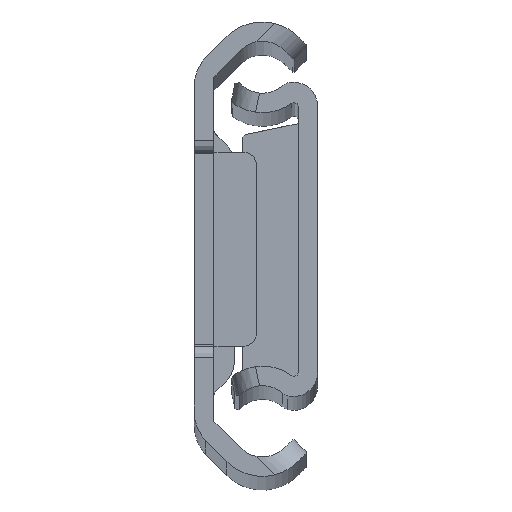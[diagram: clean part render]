
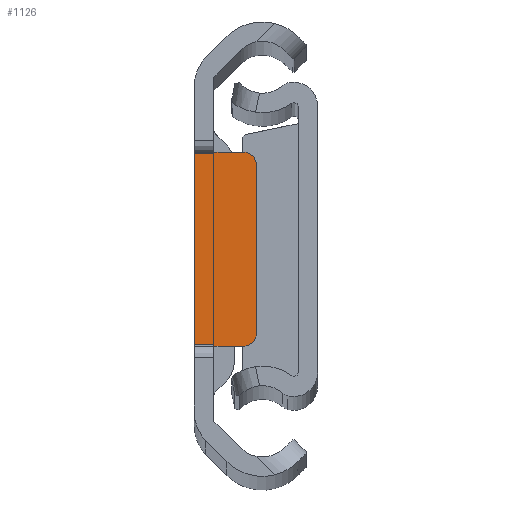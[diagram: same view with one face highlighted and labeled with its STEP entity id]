
A CAD part, top view. The second image highlights one B-rep face of the part: STEP entity #1126.
In plain terms, the highlighted planar face has unit normal (0, 0, 1).
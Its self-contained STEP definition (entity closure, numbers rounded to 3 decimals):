
#133 = ORIENTED_EDGE ( 'NONE', *, *, #4370, .T. ) ;
#145 = CARTESIAN_POINT ( 'NONE',  ( 3.3, 6.5, -2.2 ) ) ;
#266 = LINE ( 'NONE', #2021, #1101 ) ;
#421 = DIRECTION ( 'NONE',  ( 0., 1., 0. ) ) ;
#438 = EDGE_CURVE ( 'NONE', #1917, #2231, #2024, .T. ) ;
#500 = ORIENTED_EDGE ( 'NONE', *, *, #4419, .T. ) ;
#696 = CARTESIAN_POINT ( 'NONE',  ( 2.3, -6.5, -2.2 ) ) ;
#725 = DIRECTION ( 'NONE',  ( 0., 1., 0. ) ) ;
#726 = VERTEX_POINT ( 'NONE', #1522 ) ;
#818 = PLANE ( 'NONE',  #894 ) ;
#876 = FACE_OUTER_BOUND ( 'NONE', #4305, .T. ) ;
#894 = AXIS2_PLACEMENT_3D ( 'NONE', #2144, #2634, #2197 ) ;
#911 = VERTEX_POINT ( 'NONE', #1919 ) ;
#1080 = VERTEX_POINT ( 'NONE', #4821 ) ;
#1101 = VECTOR ( 'NONE', #5559, 1000. ) ;
#1120 = ORIENTED_EDGE ( 'NONE', *, *, #4301, .T. ) ;
#1126 = ADVANCED_FACE ( 'NONE', ( #876 ), #818, .F. ) ;
#1138 = CARTESIAN_POINT ( 'NONE',  ( 0., 7.5, -2.2 ) ) ;
#1152 = CIRCLE ( 'NONE', #5491, 1. ) ;
#1170 = ORIENTED_EDGE ( 'NONE', *, *, #3686, .F. ) ;
#1403 = VERTEX_POINT ( 'NONE', #1138 ) ;
#1522 = CARTESIAN_POINT ( 'NONE',  ( 0., -7.5, -2.2 ) ) ;
#1635 = CARTESIAN_POINT ( 'NONE',  ( -1.5, -7.5, -2.2 ) ) ;
#1651 = ORIENTED_EDGE ( 'NONE', *, *, #438, .F. ) ;
#1716 = AXIS2_PLACEMENT_3D ( 'NONE', #4005, #4062, #421 ) ;
#1917 = VERTEX_POINT ( 'NONE', #4083 ) ;
#1919 = CARTESIAN_POINT ( 'NONE',  ( 2.3, 7.5, -2.2 ) ) ;
#2021 = CARTESIAN_POINT ( 'NONE',  ( 3.3, -7.5, -2.2 ) ) ;
#2024 = LINE ( 'NONE', #4707, #4373 ) ;
#2067 = EDGE_CURVE ( 'NONE', #1080, #726, #266, .T. ) ;
#2144 = CARTESIAN_POINT ( 'NONE',  ( -1.5, 7.5, -2.2 ) ) ;
#2197 = DIRECTION ( 'NONE',  ( 0., 1., 0. ) ) ;
#2231 = VERTEX_POINT ( 'NONE', #3993 ) ;
#2526 = CIRCLE ( 'NONE', #1716, 1. ) ;
#2527 = VERTEX_POINT ( 'NONE', #4397 ) ;
#2634 = DIRECTION ( 'NONE',  ( 0., 0., -1. ) ) ;
#3320 = DIRECTION ( 'NONE',  ( 0., 0., 1. ) ) ;
#3333 = VECTOR ( 'NONE', #4056, 1000. ) ;
#3350 = DIRECTION ( 'NONE',  ( -1., 0., 0. ) ) ;
#3407 = DIRECTION ( 'NONE',  ( 1., 0., 0. ) ) ;
#3466 = VECTOR ( 'NONE', #3407, 1000. ) ;
#3505 = ORIENTED_EDGE ( 'NONE', *, *, #5153, .F. ) ;
#3525 = DIRECTION ( 'NONE',  ( 1., 0., 0. ) ) ;
#3673 = LINE ( 'NONE', #4555, #3333 ) ;
#3686 = EDGE_CURVE ( 'NONE', #2231, #1403, #4814, .T. ) ;
#3719 = ORIENTED_EDGE ( 'NONE', *, *, #4010, .T. ) ;
#3753 = LINE ( 'NONE', #5552, #4939 ) ;
#3846 = LINE ( 'NONE', #1635, #3466 ) ;
#3993 = CARTESIAN_POINT ( 'NONE',  ( -1.5, 7.5, -2.2 ) ) ;
#4005 = CARTESIAN_POINT ( 'NONE',  ( 2.3, 6.5, -2.2 ) ) ;
#4010 = EDGE_CURVE ( 'NONE', #1917, #726, #3846, .T. ) ;
#4056 = DIRECTION ( 'NONE',  ( 0., -1., 0. ) ) ;
#4062 = DIRECTION ( 'NONE',  ( 0., 0., 1. ) ) ;
#4083 = CARTESIAN_POINT ( 'NONE',  ( -1.5, -7.5, -2.2 ) ) ;
#4301 = EDGE_CURVE ( 'NONE', #1080, #2527, #1152, .T. ) ;
#4305 = EDGE_LOOP ( 'NONE', ( #3505, #500, #133, #1170, #1651, #3719, #4600, #1120 ) ) ;
#4370 = EDGE_CURVE ( 'NONE', #911, #1403, #3753, .T. ) ;
#4373 = VECTOR ( 'NONE', #5109, 1000. ) ;
#4397 = CARTESIAN_POINT ( 'NONE',  ( 3.3, -6.5, -2.2 ) ) ;
#4419 = EDGE_CURVE ( 'NONE', #5646, #911, #2526, .T. ) ;
#4555 = CARTESIAN_POINT ( 'NONE',  ( 3.3, -7.5, -2.2 ) ) ;
#4596 = VECTOR ( 'NONE', #3525, 1000. ) ;
#4600 = ORIENTED_EDGE ( 'NONE', *, *, #2067, .F. ) ;
#4707 = CARTESIAN_POINT ( 'NONE',  ( -1.5, 7.5, -2.2 ) ) ;
#4814 = LINE ( 'NONE', #4896, #4596 ) ;
#4821 = CARTESIAN_POINT ( 'NONE',  ( 2.3, -7.5, -2.2 ) ) ;
#4896 = CARTESIAN_POINT ( 'NONE',  ( -1.5, 7.5, -2.2 ) ) ;
#4939 = VECTOR ( 'NONE', #3350, 1000. ) ;
#5109 = DIRECTION ( 'NONE',  ( 0., 1., 0. ) ) ;
#5153 = EDGE_CURVE ( 'NONE', #5646, #2527, #3673, .T. ) ;
#5491 = AXIS2_PLACEMENT_3D ( 'NONE', #696, #3320, #725 ) ;
#5552 = CARTESIAN_POINT ( 'NONE',  ( 3.3, 7.5, -2.2 ) ) ;
#5559 = DIRECTION ( 'NONE',  ( -1., 0., 0. ) ) ;
#5646 = VERTEX_POINT ( 'NONE', #145 ) ;
